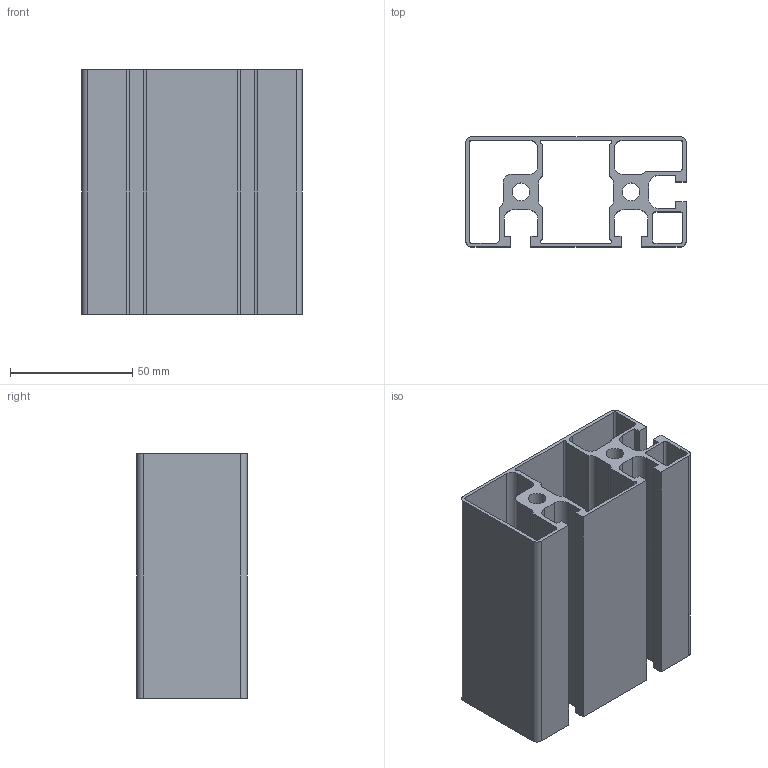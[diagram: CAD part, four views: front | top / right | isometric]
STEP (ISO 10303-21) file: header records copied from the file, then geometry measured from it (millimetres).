
FILE_DESCRIPTION((''),'2;1');
FILE_NAME('K_124590-100.stp','2013-02-18T10:55:08',('VeronikaF'),(''),'Autodesk Inventor 2011','Autodesk Inventor 2011','');
FILE_SCHEMA(('AUTOMOTIVE_DESIGN { 1 0 10303 214 1 1 1 1 }'));
Length unit declared in the file: millimetre
Products named in the file (1): 124590
Bounding box: 90 x 45 x 100 mm (x, y, z)
Volume: 94499 mm3; surface area: 85097 mm2
Topology: 1 solids, 1 shells, 90 faces, 264 edges, 176 vertices
Faces by surface type: plane 54, cylinder 36
Full cylindrical faces by diameter (mm): 7.2 x2
Entity records: 3040 total; most frequent: CARTESIAN_POINT 529, ORIENTED_EDGE 524, DIRECTION 516, EDGE_CURVE 262, VECTOR 190, LINE 190, VERTEX_POINT 176, AXIS2_PLACEMENT_3D 163
